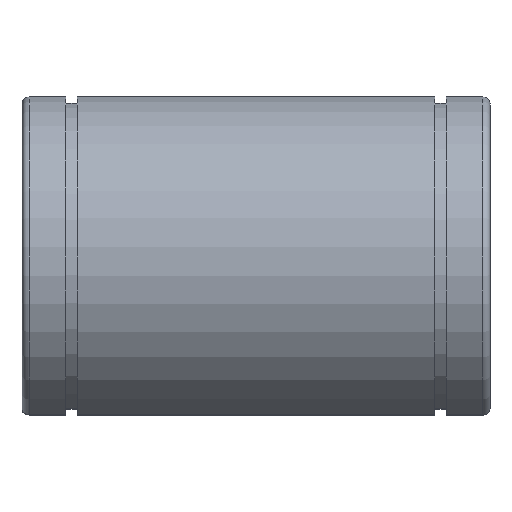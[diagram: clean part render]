
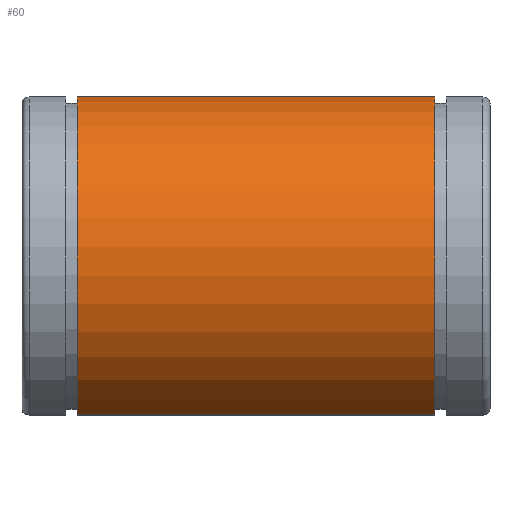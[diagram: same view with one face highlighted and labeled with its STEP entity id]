
A CAD part, top view. The second image highlights one B-rep face of the part: STEP entity #60.
In plain terms, the highlighted cylindrical face has radius 45 mm (diameter 90 mm), a partial arc.
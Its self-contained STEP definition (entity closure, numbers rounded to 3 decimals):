
#60 = ADVANCED_FACE( '', ( #126, #127 ), #128, .T. );
#126 = FACE_OUTER_BOUND( '', #195, .T. );
#127 = FACE_BOUND( '', #196, .T. );
#128 = CYLINDRICAL_SURFACE( '', #197, 45. );
#195 = EDGE_LOOP( '', ( #292, #293, #294, #295 ) );
#196 = EDGE_LOOP( '', ( #296 ) );
#197 = AXIS2_PLACEMENT_3D( '', #297, #298, #299 );
#292 = ORIENTED_EDGE( '', *, *, #445, .T. );
#293 = ORIENTED_EDGE( '', *, *, #446, .T. );
#294 = ORIENTED_EDGE( '', *, *, #447, .F. );
#295 = ORIENTED_EDGE( '', *, *, #448, .T. );
#296 = ORIENTED_EDGE( '', *, *, #439, .T. );
#297 = CARTESIAN_POINT( '', ( 125., 0., 0. ) );
#298 = DIRECTION( '', ( -1., 0., 0. ) );
#299 = DIRECTION( '', ( 0., 0., -1. ) );
#439 = EDGE_CURVE( '', #528, #528, #529, .T. );
#445 = EDGE_CURVE( '', #537, #538, #539, .T. );
#446 = EDGE_CURVE( '', #538, #540, #541, .T. );
#447 = EDGE_CURVE( '', #542, #540, #543, .T. );
#448 = EDGE_CURVE( '', #542, #537, #544, .F. );
#528 = VERTEX_POINT( '', #698 );
#529 = B_SPLINE_CURVE_WITH_KNOTS( '', 3, ( #699, #700, #701, #702, #703, #704, #705, #706, #707, #708, #709, #710, #711, #712, #713, #714, #715, #716, #717, #718, #719, #720, #721, #722, #723, #724, #725, #726, #727, #728, #729, #730, #731, #732, #733, #734, #735, #736, #737, #738, #739, #740, #741, #742, #743, #744, #745, #746, #747, #748, #749, #750, #751, #752, #753, #754, #755, #756, #757, #758, #759, #760 ), .UNSPECIFIED., .T., .F., ( 2, 2, 2, 2, 2, 2, 2, 2, 2, 2, 2, 2, 2, 2, 2, 2, 2, 2, 2, 2, 2, 2, 2, 2, 2, 2, 2, 2, 2, 2, 2, 2, 2 ), ( -0.001, 0., 0., 0.001, 0.001, 0.002, 0.002, 0.003, 0.003, 0.004, 0.004, 0.005, 0.005, 0.006, 0.006, 0.007, 0.007, 0.008, 0.008, 0.009, 0.01, 0.01, 0.011, 0.011, 0.012, 0.012, 0.013, 0.013, 0.014, 0.014, 0.015, 0.016, 0.016 ), .UNSPECIFIED. );
#537 = VERTEX_POINT( '', #770 );
#538 = VERTEX_POINT( '', #771 );
#539 = CIRCLE( '', #772, 45. );
#540 = VERTEX_POINT( '', #773 );
#541 = LINE( '', #774, #775 );
#542 = VERTEX_POINT( '', #776 );
#543 = CIRCLE( '', #777, 45. );
#544 = LINE( '', #778, #779 );
#698 = CARTESIAN_POINT( '', ( 60., 0., -45. ) );
#699 = CARTESIAN_POINT( '', ( 60., 0.33, -45. ) );
#700 = CARTESIAN_POINT( '', ( 60., -0.165, -45. ) );
#701 = CARTESIAN_POINT( '', ( 60.016, -0.328, -44.999 ) );
#702 = CARTESIAN_POINT( '', ( 60.08, -0.647, -44.996 ) );
#703 = CARTESIAN_POINT( '', ( 60.128, -0.806, -44.993 ) );
#704 = CARTESIAN_POINT( '', ( 60.253, -1.109, -44.987 ) );
#705 = CARTESIAN_POINT( '', ( 60.33, -1.252, -44.983 ) );
#706 = CARTESIAN_POINT( '', ( 60.512, -1.524, -44.974 ) );
#707 = CARTESIAN_POINT( '', ( 60.617, -1.653, -44.97 ) );
#708 = CARTESIAN_POINT( '', ( 60.848, -1.883, -44.961 ) );
#709 = CARTESIAN_POINT( '', ( 60.974, -1.987, -44.956 ) );
#710 = CARTESIAN_POINT( '', ( 61.247, -2.169, -44.948 ) );
#711 = CARTESIAN_POINT( '', ( 61.392, -2.247, -44.944 ) );
#712 = CARTESIAN_POINT( '', ( 61.693, -2.372, -44.937 ) );
#713 = CARTESIAN_POINT( '', ( 61.851, -2.42, -44.935 ) );
#714 = CARTESIAN_POINT( '', ( 62.173, -2.484, -44.931 ) );
#715 = CARTESIAN_POINT( '', ( 62.336, -2.5, -44.931 ) );
#716 = CARTESIAN_POINT( '', ( 62.662, -2.5, -44.93 ) );
#717 = CARTESIAN_POINT( '', ( 62.827, -2.484, -44.931 ) );
#718 = CARTESIAN_POINT( '', ( 63.148, -2.42, -44.935 ) );
#719 = CARTESIAN_POINT( '', ( 63.304, -2.373, -44.937 ) );
#720 = CARTESIAN_POINT( '', ( 63.607, -2.248, -44.944 ) );
#721 = CARTESIAN_POINT( '', ( 63.753, -2.169, -44.948 ) );
#722 = CARTESIAN_POINT( '', ( 64.024, -1.989, -44.956 ) );
#723 = CARTESIAN_POINT( '', ( 64.15, -1.885, -44.961 ) );
#724 = CARTESIAN_POINT( '', ( 64.384, -1.652, -44.97 ) );
#725 = CARTESIAN_POINT( '', ( 64.487, -1.526, -44.974 ) );
#726 = CARTESIAN_POINT( '', ( 64.668, -1.255, -44.983 ) );
#727 = CARTESIAN_POINT( '', ( 64.747, -1.109, -44.987 ) );
#728 = CARTESIAN_POINT( '', ( 64.872, -0.806, -44.993 ) );
#729 = CARTESIAN_POINT( '', ( 64.92, -0.65, -44.996 ) );
#730 = CARTESIAN_POINT( '', ( 64.984, -0.33, -44.999 ) );
#731 = CARTESIAN_POINT( '', ( 65., -0.164, -45. ) );
#732 = CARTESIAN_POINT( '', ( 65., 0.162, -45. ) );
#733 = CARTESIAN_POINT( '', ( 64.984, 0.324, -44.999 ) );
#734 = CARTESIAN_POINT( '', ( 64.92, 0.647, -44.996 ) );
#735 = CARTESIAN_POINT( '', ( 64.872, 0.805, -44.993 ) );
#736 = CARTESIAN_POINT( '', ( 64.686, 1.256, -44.983 ) );
#737 = CARTESIAN_POINT( '', ( 64.5, 1.535, -44.974 ) );
#738 = CARTESIAN_POINT( '', ( 64.154, 1.881, -44.961 ) );
#739 = CARTESIAN_POINT( '', ( 64.026, 1.987, -44.956 ) );
#740 = CARTESIAN_POINT( '', ( 63.754, 2.169, -44.948 ) );
#741 = CARTESIAN_POINT( '', ( 63.611, 2.246, -44.944 ) );
#742 = CARTESIAN_POINT( '', ( 63.308, 2.371, -44.938 ) );
#743 = CARTESIAN_POINT( '', ( 63.149, 2.42, -44.935 ) );
#744 = CARTESIAN_POINT( '', ( 62.83, 2.484, -44.931 ) );
#745 = CARTESIAN_POINT( '', ( 62.667, 2.5, -44.931 ) );
#746 = CARTESIAN_POINT( '', ( 62.338, 2.5, -44.93 ) );
#747 = CARTESIAN_POINT( '', ( 62.175, 2.484, -44.931 ) );
#748 = CARTESIAN_POINT( '', ( 61.855, 2.421, -44.935 ) );
#749 = CARTESIAN_POINT( '', ( 61.696, 2.373, -44.937 ) );
#750 = CARTESIAN_POINT( '', ( 61.393, 2.248, -44.944 ) );
#751 = CARTESIAN_POINT( '', ( 61.25, 2.171, -44.948 ) );
#752 = CARTESIAN_POINT( '', ( 60.978, 1.99, -44.956 ) );
#753 = CARTESIAN_POINT( '', ( 60.849, 1.884, -44.961 ) );
#754 = CARTESIAN_POINT( '', ( 60.618, 1.654, -44.97 ) );
#755 = CARTESIAN_POINT( '', ( 60.515, 1.528, -44.974 ) );
#756 = CARTESIAN_POINT( '', ( 60.332, 1.255, -44.983 ) );
#757 = CARTESIAN_POINT( '', ( 60.254, 1.11, -44.987 ) );
#758 = CARTESIAN_POINT( '', ( 60.066, 0.659, -44.996 ) );
#759 = CARTESIAN_POINT( '', ( 60., 0.33, -45. ) );
#760 = CARTESIAN_POINT( '', ( 60., -0.165, -45. ) );
#770 = CARTESIAN_POINT( '', ( 14.8, -40.105, -20.41 ) );
#771 = CARTESIAN_POINT( '', ( 14.8, -40.105, 20.41 ) );
#772 = AXIS2_PLACEMENT_3D( '', #936, #937, #938 );
#773 = CARTESIAN_POINT( '', ( 110.2, -40.105, 20.41 ) );
#774 = CARTESIAN_POINT( '', ( 125., -40.105, 20.41 ) );
#775 = VECTOR( '', #939, 1000. );
#776 = CARTESIAN_POINT( '', ( 110.2, -40.105, -20.41 ) );
#777 = AXIS2_PLACEMENT_3D( '', #940, #941, #942 );
#778 = CARTESIAN_POINT( '', ( 125., -40.105, -20.41 ) );
#779 = VECTOR( '', #943, 1000. );
#936 = CARTESIAN_POINT( '', ( 14.8, 0., 0. ) );
#937 = DIRECTION( '', ( 1., 0., 0. ) );
#938 = DIRECTION( '', ( 0., 0., -1. ) );
#939 = DIRECTION( '', ( 1., 0., 0. ) );
#940 = CARTESIAN_POINT( '', ( 110.2, 0., 0. ) );
#941 = DIRECTION( '', ( 1., 0., 0. ) );
#942 = DIRECTION( '', ( 0., 0., -1. ) );
#943 = DIRECTION( '', ( 1., 0., 0. ) );
